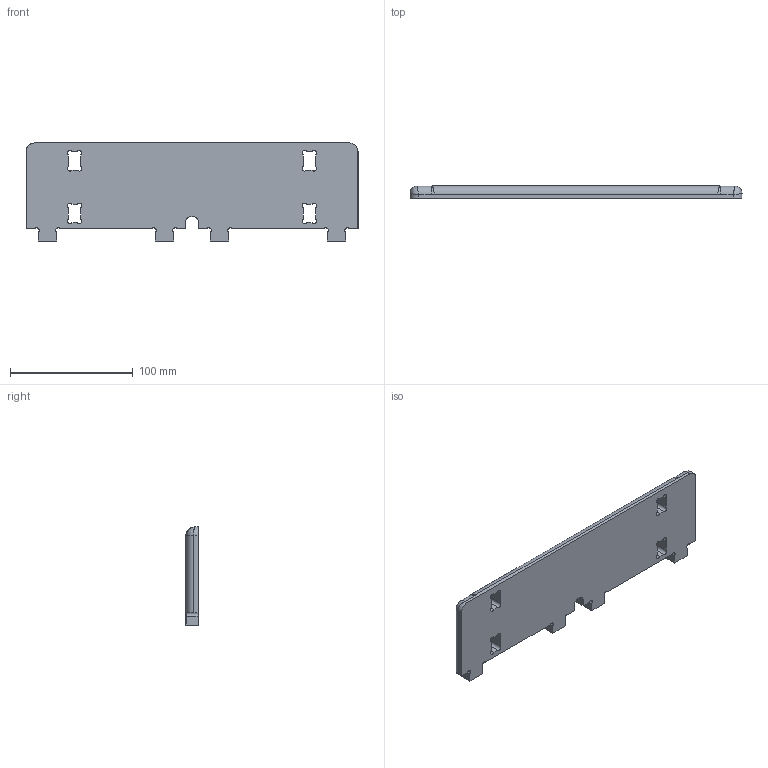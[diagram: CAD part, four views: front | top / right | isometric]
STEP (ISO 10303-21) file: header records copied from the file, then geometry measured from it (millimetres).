
FILE_DESCRIPTION(/* description */ (''),/* implementation_level */ '2;1');
FILE_NAME(/* name */ 'tube buttress v1.step',/* time_stamp */ '2024-03-11T21:49:13+01:00',/* author */ (''),/* organization */ (''),/* preprocessor_version */ 'ST-DEVELOPER v20',/* originating_system */ 'Autodesk Translation Framework v12.14.0.127',/* authorisation */ '');
FILE_SCHEMA (('AUTOMOTIVE_DESIGN { 1 0 10303 214 3 1 1 }'));
Length unit declared in the file: millimetre
Products named in the file (1): tube buttress
Bounding box: 271 x 10 x 80 mm (x, y, z)
Volume: 182824 mm3; surface area: 46283.9 mm2
Topology: 1 solids, 1 shells, 83 faces, 241 edges, 156 vertices
Faces by surface type: plane 42, cylinder 35, torus 4, bspline 2
Entity records: 3051 total; most frequent: CARTESIAN_POINT 781, ORIENTED_EDGE 478, DIRECTION 461, EDGE_CURVE 239, LINE 157, VECTOR 157, VERTEX_POINT 156, AXIS2_PLACEMENT_3D 152
